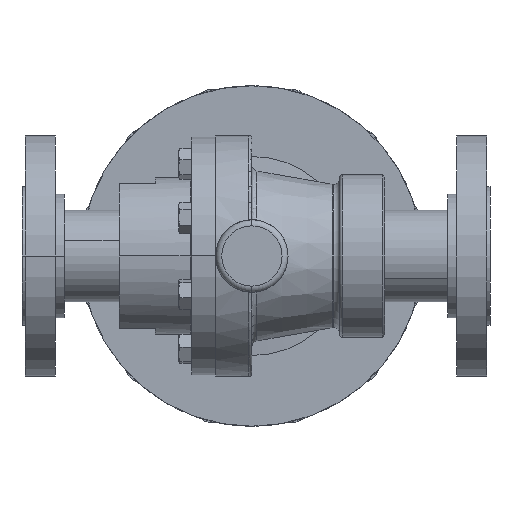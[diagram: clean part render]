
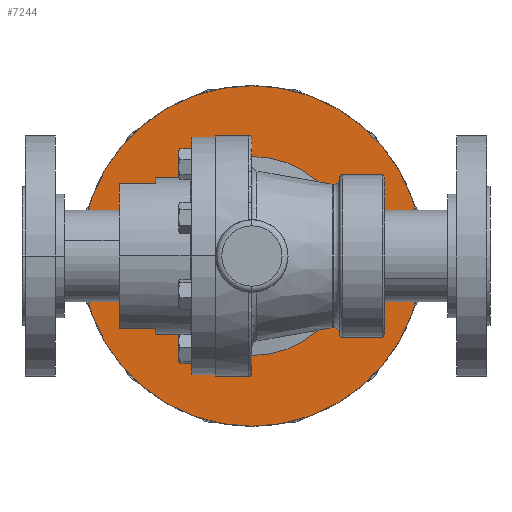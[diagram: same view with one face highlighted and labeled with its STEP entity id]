
A CAD part, front view. The second image highlights one B-rep face of the part: STEP entity #7244.
In plain terms, the highlighted planar face has unit normal (0, -1, 0).
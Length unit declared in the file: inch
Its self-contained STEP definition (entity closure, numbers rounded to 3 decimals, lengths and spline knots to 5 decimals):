
#628 = AXIS2_PLACEMENT_3D ( 'NONE', #11656, #3863, #12975 ) ;
#1268 = EDGE_LOOP ( 'NONE', ( #5154, #10207 ) ) ;
#1280 = DIRECTION ( 'NONE',  ( 0., 0., -1. ) ) ;
#3472 = AXIS2_PLACEMENT_3D ( 'NONE', #16808, #9049, #1280 ) ;
#3863 = DIRECTION ( 'NONE',  ( 0., 1., 0. ) ) ;
#5020 = CARTESIAN_POINT ( 'NONE',  ( 0., 3., 3.53 ) ) ;
#5048 = CARTESIAN_POINT ( 'NONE',  ( 0., 3., 0. ) ) ;
#5154 = ORIENTED_EDGE ( 'NONE', *, *, #12537, .F. ) ;
#5420 = VERTEX_POINT ( 'NONE', #7078 ) ;
#5920 = CARTESIAN_POINT ( 'NONE',  ( 0., 3., -3.53 ) ) ;
#5980 = DIRECTION ( 'NONE',  ( 0., -1., 0. ) ) ;
#6090 = DIRECTION ( 'NONE',  ( 0., -1., 0. ) ) ;
#6366 = DIRECTION ( 'NONE',  ( 0., 0., -1. ) ) ;
#7078 = CARTESIAN_POINT ( 'NONE',  ( 0., 3., -2.06306 ) ) ;
#7244 = ADVANCED_FACE ( 'NONE', ( #14219, #13816 ), #7355, .T. ) ;
#7355 = PLANE ( 'NONE',  #9475 ) ;
#7529 = VERTEX_POINT ( 'NONE', #5020 ) ;
#7593 = EDGE_LOOP ( 'NONE', ( #9092, #15750 ) ) ;
#8152 = EDGE_CURVE ( 'NONE', #12540, #7529, #12688, .T. ) ;
#8202 = AXIS2_PLACEMENT_3D ( 'NONE', #13804, #5980, #15056 ) ;
#9049 = DIRECTION ( 'NONE',  ( 0., -1., 0. ) ) ;
#9092 = ORIENTED_EDGE ( 'NONE', *, *, #13176, .F. ) ;
#9475 = AXIS2_PLACEMENT_3D ( 'NONE', #13913, #6090, #15186 ) ;
#10207 = ORIENTED_EDGE ( 'NONE', *, *, #16307, .F. ) ;
#11176 = VERTEX_POINT ( 'NONE', #13756 ) ;
#11266 = CIRCLE ( 'NONE', #15926, 3.53 ) ;
#11656 = CARTESIAN_POINT ( 'NONE',  ( 0., 3., 0. ) ) ;
#12113 = CIRCLE ( 'NONE', #8202, 2.06306 ) ;
#12537 = EDGE_CURVE ( 'NONE', #11176, #5420, #12113, .T. ) ;
#12540 = VERTEX_POINT ( 'NONE', #5920 ) ;
#12688 = CIRCLE ( 'NONE', #628, 3.53 ) ;
#12975 = DIRECTION ( 'NONE',  ( 0., 0., -1. ) ) ;
#13176 = EDGE_CURVE ( 'NONE', #7529, #12540, #11266, .T. ) ;
#13756 = CARTESIAN_POINT ( 'NONE',  ( 0., 3., 2.06306 ) ) ;
#13804 = CARTESIAN_POINT ( 'NONE',  ( 0., 3., 0. ) ) ;
#13816 = FACE_BOUND ( 'NONE', #1268, .T. ) ;
#13913 = CARTESIAN_POINT ( 'NONE',  ( 2.06306, 3., 0. ) ) ;
#14171 = DIRECTION ( 'NONE',  ( 0., 1., 0. ) ) ;
#14219 = FACE_OUTER_BOUND ( 'NONE', #7593, .T. ) ;
#15056 = DIRECTION ( 'NONE',  ( 0., 0., -1. ) ) ;
#15186 = DIRECTION ( 'NONE',  ( 0., 0., -1. ) ) ;
#15750 = ORIENTED_EDGE ( 'NONE', *, *, #8152, .F. ) ;
#15926 = AXIS2_PLACEMENT_3D ( 'NONE', #5048, #14171, #6366 ) ;
#16307 = EDGE_CURVE ( 'NONE', #5420, #11176, #16386, .T. ) ;
#16386 = CIRCLE ( 'NONE', #3472, 2.06306 ) ;
#16808 = CARTESIAN_POINT ( 'NONE',  ( 0., 3., 0. ) ) ;
